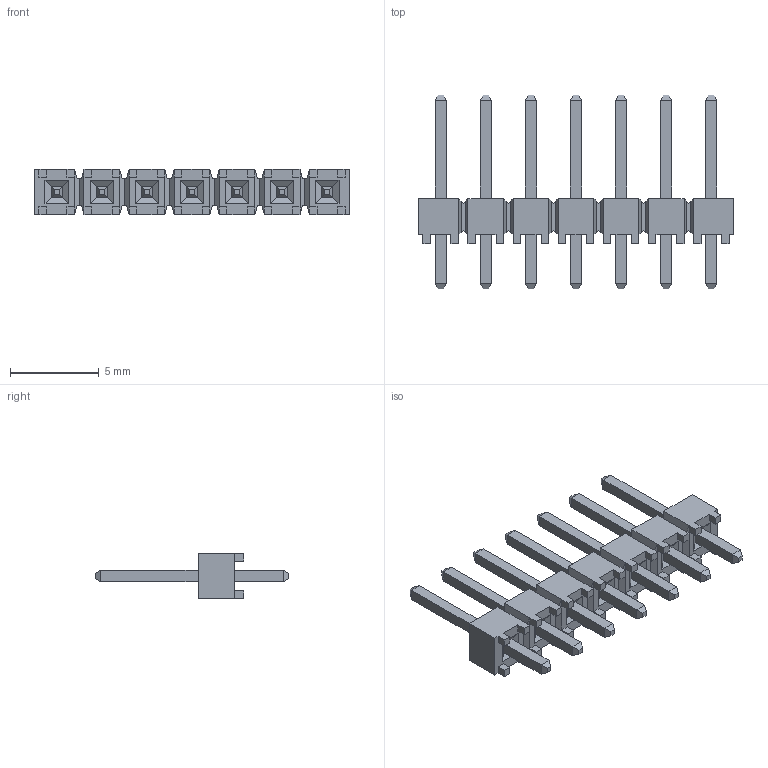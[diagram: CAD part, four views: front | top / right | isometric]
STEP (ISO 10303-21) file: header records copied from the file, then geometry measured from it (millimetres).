
FILE_DESCRIPTION (( 'STEP AP214' ), '1' );
FILE_NAME ('Samtec-TSW-107-07-G-S.step', '2009-06-15T16:55:26', ( 'SysAdmin' ), ( 'SolidWorks' ), 'SwSTEP 2.0', 'SolidWorks 2009', '' );
FILE_SCHEMA (( 'AUTOMOTIVE_DESIGN' ));
Length unit declared in the file: inch
Products named in the file (1): Samtec-TSW-107-07-G-S
Bounding box: 17.78 x 10.92 x 2.54 mm (x, y, z)
Volume: 110.5 mm3; surface area: 378.2 mm2
Topology: 1 solids, 1 shells, 384 faces, 920 edges, 552 vertices
Faces by surface type: plane 384
Entity records: 14046 total; most frequent: CARTESIAN_POINT 1857, ORIENTED_EDGE 1840, DIRECTION 1690, LINE 920, VECTOR 920, EDGE_CURVE 920, VERTEX_POINT 552, EDGE_LOOP 398
